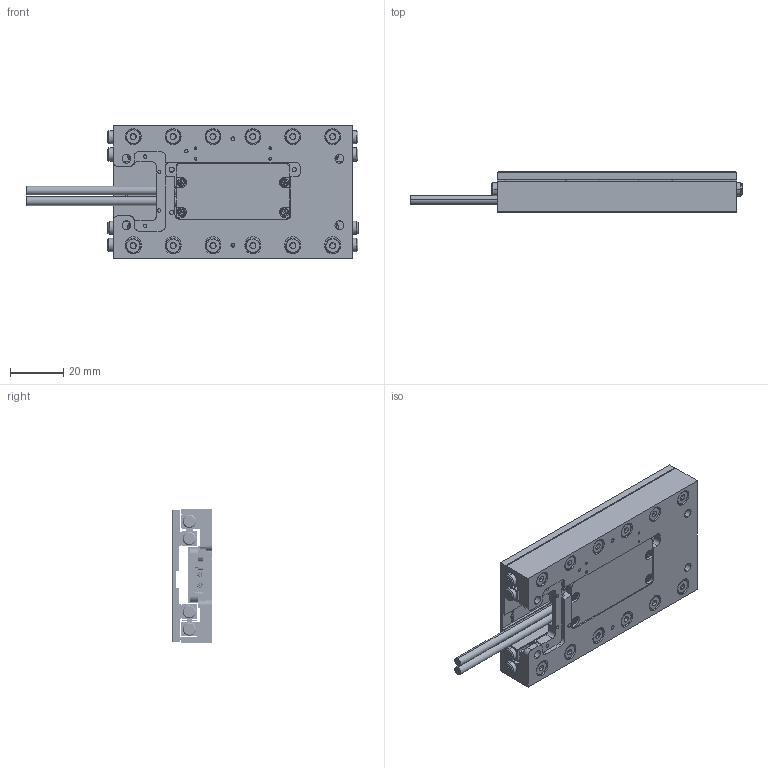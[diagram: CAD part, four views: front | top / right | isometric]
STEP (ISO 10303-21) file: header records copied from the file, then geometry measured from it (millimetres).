
FILE_DESCRIPTION (( 'STEP AP214' ), '1' );
FILE_NAME ('PPS-50-X22XX.STEP', '2025-01-21T21:09:54', ( '' ), ( '' ), 'SwSTEP 2.0', 'SolidWorks 2023', '' );
FILE_SCHEMA (( 'AUTOMOTIVE_DESIGN' ));
Length unit declared in the file: millimetre
Products named in the file (13): PPS-50LM, Base_Master Part_L90; SCREW, MS-PPH, M-JCIS_M2.5 x 0.45 x 6mm; Screw, SHCS-L, M-DIN_M3 x 0.5 x 08mm; SCREW, MS-PPH, M-JCIS_M2 x 0.4 x 5mm; 110375 Motor, Linear, Sierramotion 2051-1-000-XX Series, Coil_DEMO; 431785 Cable Clamp, PPS-50LM; PPS-50LM, Carriage_Master Part_90, Piezo Motor Version ; 130325 Bearing, Slide Way, NB, SV2000_SV 2090; SCREW, MS-PPH, M-JCIS_M1.2 x 0.25 x 3mm; PPS-50-X22XX; Cooner Black Cable_L60; SCREW, MS-PPH, M-JCIS_M2 x 0.4 x 4mm; Cage, Slide Way, NB, SV2000_SV 2090-16Z
Assembly tree (43 placements, depth 2):
  PPS-50-X22XX
    PPS-50LM, Base_Master Part_L90
    PPS-50LM, Carriage_Master Part_90, Piezo Motor Version 
    130325 Bearing, Slide Way, NB, SV2000_SV 2090  x4
    Cage, Slide Way, NB, SV2000_SV 2090-16Z  x2
    SCREW, MS-PPH, M-JCIS_M1.2 x 0.25 x 3mm
    110375 Motor, Linear, Sierramotion 2051-1-000-XX Series, Coil_DEMO
    SCREW, MS-PPH, M-JCIS_M2 x 0.4 x 4mm  x4
    Cooner Black Cable_L60  x2
    SCREW, MS-PPH, M-JCIS_M2 x 0.4 x 5mm  x2
    431785 Cable Clamp, PPS-50LM
    SCREW, MS-PPH, M-JCIS_M2.5 x 0.45 x 6mm  x12
    Screw, SHCS-L, M-DIN_M3 x 0.5 x 08mm  x12
Bounding box: 124.8 x 15 x 50 mm (x, y, z)
Volume: 47231.3 mm3; surface area: 47644.6 mm2
Topology: 69 solids, 69 shells, 1991 faces, 4884 edges, 3103 vertices
Faces by surface type: plane 1008, cylinder 626, torus 210, cone 99, bspline 48
Entity records: 74762 total; most frequent: CARTESIAN_POINT 50753, DIRECTION 5079, ORIENTED_EDGE 4750, EDGE_CURVE 2375, AXIS2_PLACEMENT_3D 1857, VERTEX_POINT 1549, VECTOR 1365, LINE 1365
